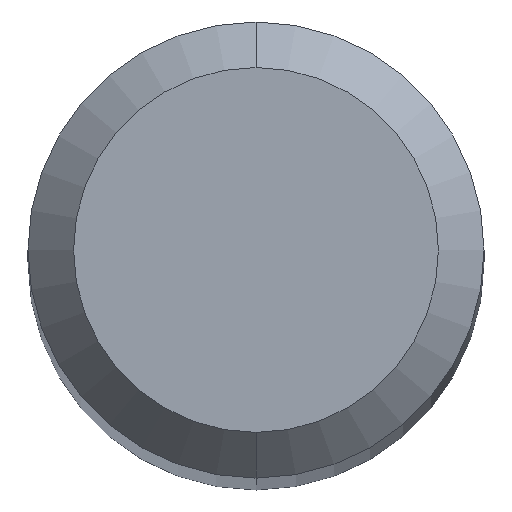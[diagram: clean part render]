
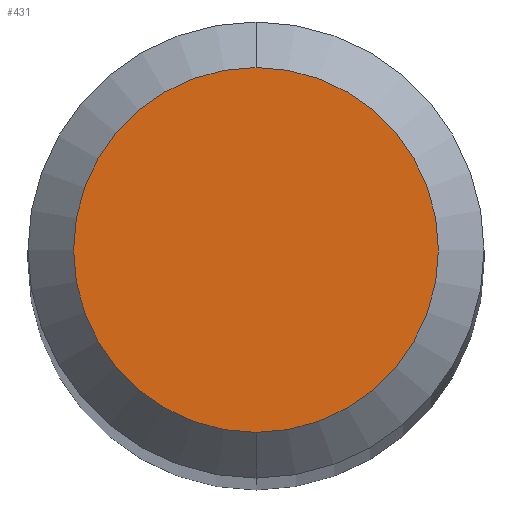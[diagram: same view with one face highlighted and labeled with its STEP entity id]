
A CAD part, top view. The second image highlights one B-rep face of the part: STEP entity #431.
In plain terms, the highlighted planar face has unit normal (0, 0, 1).
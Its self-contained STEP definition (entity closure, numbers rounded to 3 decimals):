
#371=EDGE_CURVE('',#593,#543,#987,.T.);
#431=ADVANCED_FACE('',(#1051),#1052,.T.);
#543=VERTEX_POINT('',#1179);
#593=VERTEX_POINT('',#1234);
#759=EDGE_CURVE('',#543,#593,#1409,.T.);
#987=CIRCLE('',#1812,1.2);
#1051=FACE_OUTER_BOUND('',#1957,.T.);
#1052=PLANE('',#1958);
#1179=CARTESIAN_POINT('',(0.,-1.2,0.0));
#1234=CARTESIAN_POINT('',(0.0,1.2,0.0));
#1409=CIRCLE('',#4403,1.2);
#1812=AXIS2_PLACEMENT_3D('',#6296,#6297,#6298);
#1957=EDGE_LOOP('',(#6372,#6373));
#1958=AXIS2_PLACEMENT_3D('',#6374,#6375,#6376);
#4403=AXIS2_PLACEMENT_3D('',#6764,#6765,#6766);
#6296=CARTESIAN_POINT('',(0.0,0.0,0.0));
#6297=DIRECTION('',(0.0,0.0,-1.0));
#6298=DIRECTION('',(0.0,1.0,0.0));
#6372=ORIENTED_EDGE('',*,*,#371,.F.);
#6373=ORIENTED_EDGE('',*,*,#759,.F.);
#6374=CARTESIAN_POINT('',(0.0,0.6,0.0));
#6375=DIRECTION('',(-0.0,0.0,1.0));
#6376=DIRECTION('',(0.0,-1.0,0.0));
#6764=CARTESIAN_POINT('',(0.0,0.0,0.0));
#6765=DIRECTION('',(0.0,0.0,-1.0));
#6766=DIRECTION('',(0.0,1.0,0.0));
